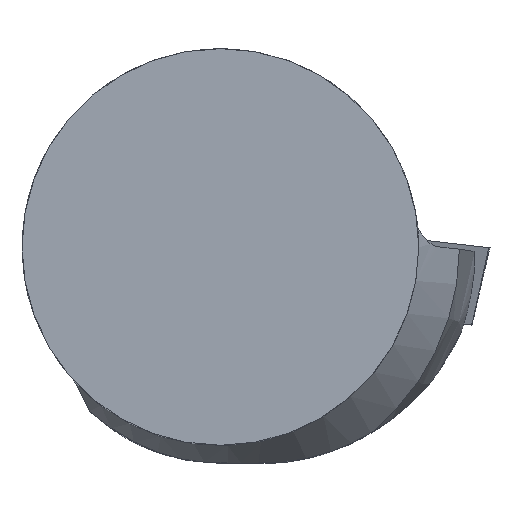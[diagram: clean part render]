
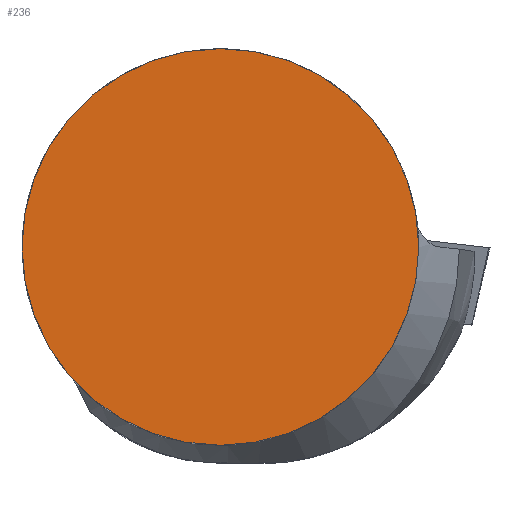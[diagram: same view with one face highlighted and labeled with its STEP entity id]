
A CAD part, top view. The second image highlights one B-rep face of the part: STEP entity #236.
In plain terms, the highlighted planar face has unit normal (0, 0, 1).
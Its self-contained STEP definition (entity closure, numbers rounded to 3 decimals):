
#143=PLANE('',#768);
#236=ADVANCED_FACE('',(#280),#143,.T.);
#280=FACE_OUTER_BOUND('',#308,.T.);
#308=EDGE_LOOP('',(#463));
#347=CIRCLE('',#759,8.);
#463=ORIENTED_EDGE('',*,*,#633,.T.);
#569=VERTEX_POINT('',#1206);
#633=EDGE_CURVE('',#569,#569,#347,.T.);
#759=AXIS2_PLACEMENT_3D('',#1205,#874,#875);
#768=AXIS2_PLACEMENT_3D('',#1243,#896,#897);
#874=DIRECTION('',(0.,0.,1.));
#875=DIRECTION('',(1.,0.,0.));
#896=DIRECTION('',(0.,0.,1.));
#897=DIRECTION('',(1.,0.,0.));
#1205=CARTESIAN_POINT('',(0.,0.,0.));
#1206=CARTESIAN_POINT('',(8.,0.,0.));
#1243=CARTESIAN_POINT('',(0.,0.,0.));
